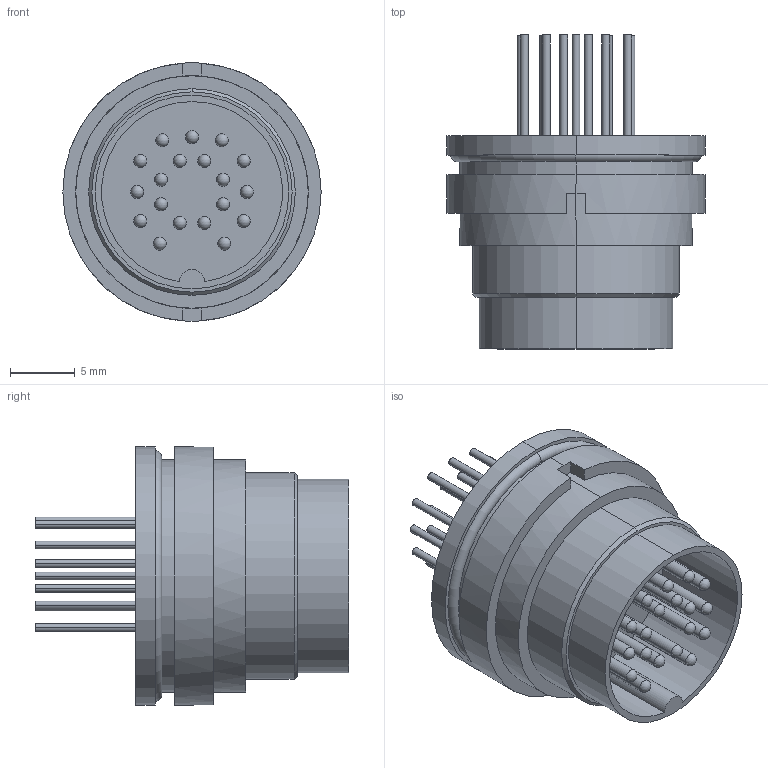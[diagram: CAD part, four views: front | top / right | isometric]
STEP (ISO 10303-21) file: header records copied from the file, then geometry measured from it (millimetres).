
FILE_DESCRIPTION((''),'2;1');
FILE_NAME('09-0463-90-19.stp','2005-04-22T09:52:26',('generator'),(''),'Autodesk Inventor 7','Autodesk Inventor 7','');
FILE_SCHEMA(('AUTOMOTIVE_DESIGN { 1 0 10303 214 1 1 1 1 }'));
Length unit declared in the file: millimetre
Products named in the file (1): 09-0463-90-19
Bounding box: 20 x 24.3 x 20 mm (x, y, z)
Volume: 1971.3 mm3; surface area: 3284.3 mm2
Topology: 1 solids, 1 shells, 214 faces, 513 edges, 328 vertices
Faces by surface type: cylinder 135, plane 56, sphere 19, torus 2, cone 2
Entity records: 5796 total; most frequent: DIRECTION 1151, CARTESIAN_POINT 942, ORIENTED_EDGE 874, AXIS2_PLACEMENT_3D 499, EDGE_CURVE 437, VERTEX_POINT 290, CIRCLE 284, EDGE_LOOP 279
